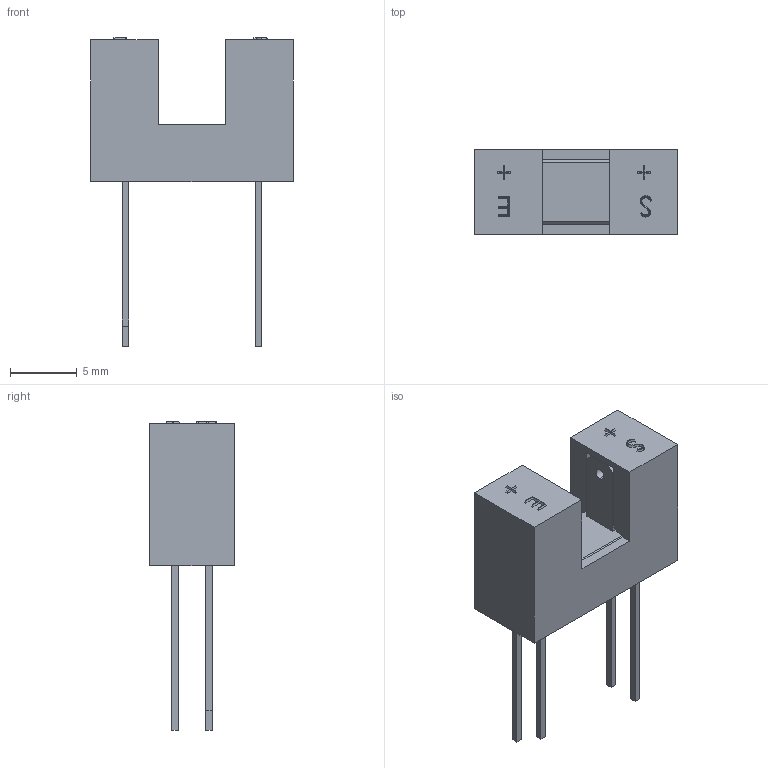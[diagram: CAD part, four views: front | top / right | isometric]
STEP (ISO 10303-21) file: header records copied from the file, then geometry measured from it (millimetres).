
FILE_DESCRIPTION (( 'STEP AP214' ), '1' );
FILE_NAME ('OPB818.STEP', '2021-04-27T14:36:26', ( '' ), ( '' ), 'SwSTEP 2.0', 'SolidWorks 2020', '' );
FILE_SCHEMA (( 'AUTOMOTIVE_DESIGN' ));
Length unit declared in the file: inch
Products named in the file (5): EMIT_1; BASE; OPB818; HOUSING; SENSOR_1
Assembly tree (4 placements, depth 2):
  OPB818
    BASE
    HOUSING
    EMIT_1
    SENSOR_1
Bounding box: 15.24 x 6.35 x 23.19 mm (x, y, z)
Volume: 733.9 mm3; surface area: 1741.4 mm2
Topology: 4 solids, 4 shells, 288 faces, 781 edges, 510 vertices
Faces by surface type: plane 258, bspline 15, cylinder 12, sphere 3
Entity records: 10244 total; most frequent: CARTESIAN_POINT 2556, ORIENTED_EDGE 1558, DIRECTION 1322, EDGE_CURVE 779, LINE 702, VECTOR 702, VERTEX_POINT 509, AXIS2_PLACEMENT_3D 310
